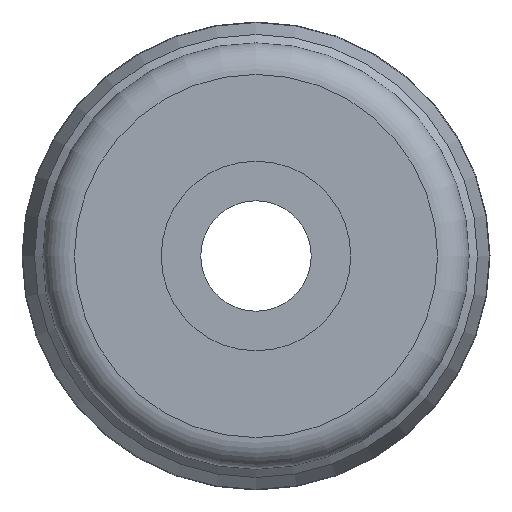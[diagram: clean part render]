
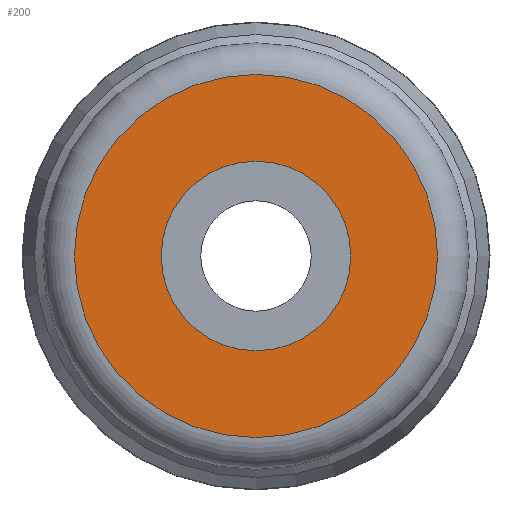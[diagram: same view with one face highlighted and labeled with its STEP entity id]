
A CAD part, front view. The second image highlights one B-rep face of the part: STEP entity #200.
In plain terms, the highlighted planar face has unit normal (0, -1, 0).
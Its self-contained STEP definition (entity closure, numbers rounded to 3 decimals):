
#18=PLANE('',#247);
#34=FACE_BOUND('',#76,.T.);
#50=FACE_OUTER_BOUND('',#75,.T.);
#75=EDGE_LOOP('',(#155));
#76=EDGE_LOOP('',(#156));
#94=CIRCLE('',#237,9.);
#97=CIRCLE('',#243,17.25);
#110=VERTEX_POINT('',#341);
#113=VERTEX_POINT('',#350);
#126=EDGE_CURVE('',#110,#110,#94,.T.);
#129=EDGE_CURVE('',#113,#113,#97,.T.);
#155=ORIENTED_EDGE('',*,*,#129,.F.);
#156=ORIENTED_EDGE('',*,*,#126,.T.);
#200=ADVANCED_FACE('',(#50,#34),#18,.T.);
#237=AXIS2_PLACEMENT_3D('',#342,#281,#282);
#243=AXIS2_PLACEMENT_3D('',#351,#293,#294);
#247=AXIS2_PLACEMENT_3D('',#357,#301,#302);
#281=DIRECTION('center_axis',(0.,1.,0.));
#282=DIRECTION('ref_axis',(1.,0.,0.));
#293=DIRECTION('center_axis',(0.,1.,0.));
#294=DIRECTION('ref_axis',(1.,0.,0.));
#301=DIRECTION('center_axis',(0.,-1.,0.));
#302=DIRECTION('ref_axis',(0.,0.,-1.));
#341=CARTESIAN_POINT('',(9.,0.,0.));
#342=CARTESIAN_POINT('Origin',(0.,0.,0.));
#350=CARTESIAN_POINT('',(-17.25,0.,0.));
#351=CARTESIAN_POINT('Origin',(0.,0.,0.));
#357=CARTESIAN_POINT('Origin',(-20.25,0.,0.));
